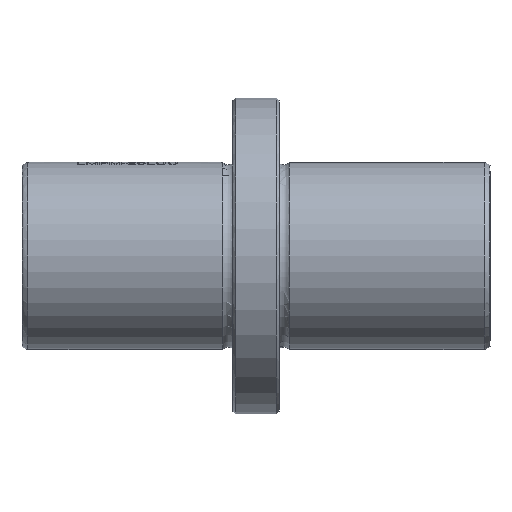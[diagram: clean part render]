
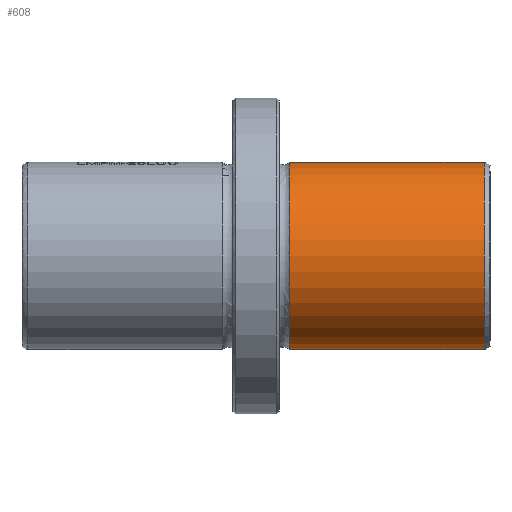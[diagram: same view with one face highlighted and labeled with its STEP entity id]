
A CAD part, front view. The second image highlights one B-rep face of the part: STEP entity #608.
In plain terms, the highlighted cylindrical face has radius 16 mm (diameter 32 mm), a full revolution.
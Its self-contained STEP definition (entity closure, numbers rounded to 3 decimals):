
#552=CYLINDRICAL_SURFACE('',#7203,16.);
#608=ADVANCED_FACE('',(#2511,#2512),#552,.T.);
#1264=CIRCLE('',#7191,16.);
#1265=CIRCLE('',#7192,16.);
#1268=CIRCLE('',#7201,16.);
#1269=CIRCLE('',#7202,16.);
#2511=FACE_BOUND('',#2633,.T.);
#2512=FACE_BOUND('',#2634,.T.);
#2633=EDGE_LOOP('',(#3386,#3387));
#2634=EDGE_LOOP('',(#3388,#3389));
#3386=ORIENTED_EDGE('',*,*,#5997,.T.);
#3387=ORIENTED_EDGE('',*,*,#5996,.T.);
#3388=ORIENTED_EDGE('',*,*,#6008,.F.);
#3389=ORIENTED_EDGE('',*,*,#6009,.F.);
#5316=VERTEX_POINT('',#10810);
#5317=VERTEX_POINT('',#10811);
#5328=VERTEX_POINT('',#10912);
#5329=VERTEX_POINT('',#10913);
#5996=EDGE_CURVE('',#5316,#5317,#1264,.T.);
#5997=EDGE_CURVE('',#5317,#5316,#1265,.T.);
#6008=EDGE_CURVE('',#5328,#5329,#1268,.T.);
#6009=EDGE_CURVE('',#5329,#5328,#1269,.T.);
#7191=AXIS2_PLACEMENT_3D('',#10809,#7799,#7800);
#7192=AXIS2_PLACEMENT_3D('',#10812,#7801,#7802);
#7201=AXIS2_PLACEMENT_3D('',#10911,#7819,#7820);
#7202=AXIS2_PLACEMENT_3D('',#10914,#7821,#7822);
#7203=AXIS2_PLACEMENT_3D('',#10915,#7823,#7824);
#7799=DIRECTION('',(-1.,0.,0.));
#7800=DIRECTION('',(0.,0.,1.));
#7801=DIRECTION('',(-1.,0.,0.));
#7802=DIRECTION('',(0.,0.,1.));
#7819=DIRECTION('',(-1.,0.,0.));
#7820=DIRECTION('',(0.,0.,1.));
#7821=DIRECTION('',(-1.,0.,0.));
#7822=DIRECTION('',(0.,0.,1.));
#7823=DIRECTION('',(1.,0.,0.));
#7824=DIRECTION('',(0.,0.,-1.));
#10809=CARTESIAN_POINT('',(42.999,0.,0.));
#10810=CARTESIAN_POINT('',(42.999,0.,16.));
#10811=CARTESIAN_POINT('',(42.999,0.,-16.));
#10812=CARTESIAN_POINT('',(42.999,0.,0.));
#10911=CARTESIAN_POINT('',(9.72,0.,0.));
#10912=CARTESIAN_POINT('',(9.72,0.,16.));
#10913=CARTESIAN_POINT('',(9.72,0.,-16.));
#10914=CARTESIAN_POINT('',(9.72,0.,0.));
#10915=CARTESIAN_POINT('',(9.72,0.,0.));
